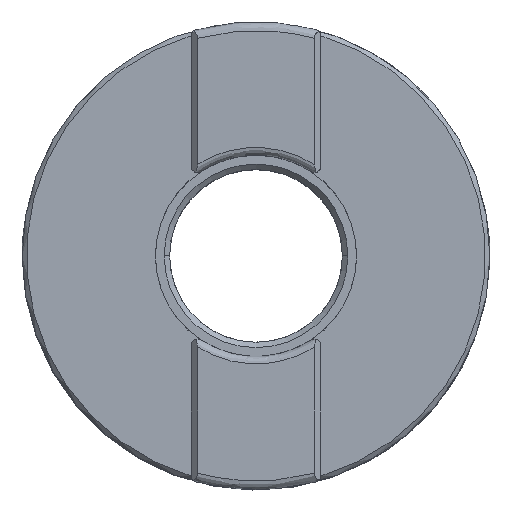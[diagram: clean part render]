
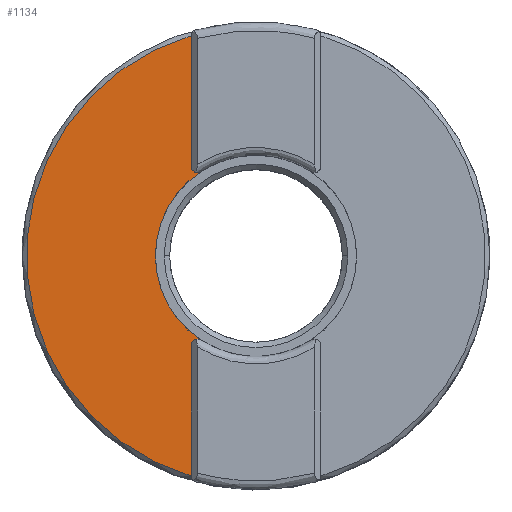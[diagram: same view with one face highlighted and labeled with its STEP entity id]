
A CAD part, top view. The second image highlights one B-rep face of the part: STEP entity #1134.
In plain terms, the highlighted planar face has unit normal (0, 0, 1).
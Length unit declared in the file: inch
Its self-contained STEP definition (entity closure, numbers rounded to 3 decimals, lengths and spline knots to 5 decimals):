
#11 = EDGE_CURVE ( 'NONE', #1167, #2640, #2498, .T. ) ;
#53 = CARTESIAN_POINT ( 'NONE',  ( 0., 0., 0.64961 ) ) ;
#104 = CARTESIAN_POINT ( 'NONE',  ( -0.23504, 0.79676, 0.64961 ) ) ;
#218 = ORIENTED_EDGE ( 'NONE', *, *, #1119, .T. ) ;
#257 = CIRCLE ( 'NONE', #671, 0.02362 ) ;
#326 = CARTESIAN_POINT ( 'NONE',  ( 0., 0., 0.64961 ) ) ;
#330 = EDGE_CURVE ( 'NONE', #1167, #2625, #2701, .T. ) ;
#358 = PLANE ( 'NONE',  #3429 ) ;
#415 = DIRECTION ( 'NONE',  ( 0., 0., -1. ) ) ;
#446 = AXIS2_PLACEMENT_3D ( 'NONE', #477, #415, #2472 ) ;
#477 = CARTESIAN_POINT ( 'NONE',  ( 0., 0., 0.64961 ) ) ;
#564 = ORIENTED_EDGE ( 'NONE', *, *, #903, .T. ) ;
#598 = EDGE_LOOP ( 'NONE', ( #1897, #628, #2771, #218, #564, #2552, #1133 ) ) ;
#628 = ORIENTED_EDGE ( 'NONE', *, *, #706, .T. ) ;
#666 = VECTOR ( 'NONE', #763, 39.37008 ) ;
#671 = AXIS2_PLACEMENT_3D ( 'NONE', #2930, #3253, #1864 ) ;
#680 = CARTESIAN_POINT ( 'NONE',  ( -0.19854, -0.30529, 0.64961 ) ) ;
#706 = EDGE_CURVE ( 'NONE', #1013, #2435, #2290, .T. ) ;
#763 = DIRECTION ( 'NONE',  ( 0., 1., 0. ) ) ;
#903 = EDGE_CURVE ( 'NONE', #2209, #2625, #1873, .T. ) ;
#1013 = VERTEX_POINT ( 'NONE', #1994 ) ;
#1093 = AXIS2_PLACEMENT_3D ( 'NONE', #3186, #1442, #1993 ) ;
#1101 = CARTESIAN_POINT ( 'NONE',  ( -0.23504, -0.3251, 0.64961 ) ) ;
#1119 = EDGE_CURVE ( 'NONE', #3041, #2209, #1180, .T. ) ;
#1133 = ORIENTED_EDGE ( 'NONE', *, *, #11, .T. ) ;
#1134 = ADVANCED_FACE ( 'NONE', ( #3215 ), #358, .T. ) ;
#1167 = VERTEX_POINT ( 'NONE', #1182 ) ;
#1180 = CIRCLE ( 'NONE', #3302, 0.36417 ) ;
#1182 = CARTESIAN_POINT ( 'NONE',  ( -0.23504, 0.3251, 0.64961 ) ) ;
#1231 = VECTOR ( 'NONE', #3146, 39.37008 ) ;
#1257 = DIRECTION ( 'NONE',  ( 0., 0., -1. ) ) ;
#1427 = CARTESIAN_POINT ( 'NONE',  ( -0.36417, 0., 0.64961 ) ) ;
#1442 = DIRECTION ( 'NONE',  ( 0., 0., 1. ) ) ;
#1809 = DIRECTION ( 'NONE',  ( 1., 0., 0. ) ) ;
#1841 = EDGE_CURVE ( 'NONE', #1013, #2640, #3110, .T. ) ;
#1864 = DIRECTION ( 'NONE',  ( 1., 0., 0. ) ) ;
#1873 = CIRCLE ( 'NONE', #446, 0.36417 ) ;
#1897 = ORIENTED_EDGE ( 'NONE', *, *, #1841, .F. ) ;
#1993 = DIRECTION ( 'NONE',  ( 1., 0., 0. ) ) ;
#1994 = CARTESIAN_POINT ( 'NONE',  ( -0.23504, -0.79676, 0.64961 ) ) ;
#2011 = CARTESIAN_POINT ( 'NONE',  ( -0.23504, 0., 0.64961 ) ) ;
#2023 = DIRECTION ( 'NONE',  ( 0., 0., -1. ) ) ;
#2086 = DIRECTION ( 'NONE',  ( 1., 0., 0. ) ) ;
#2209 = VERTEX_POINT ( 'NONE', #1427 ) ;
#2269 = EDGE_CURVE ( 'NONE', #3041, #2435, #257, .T. ) ;
#2290 = LINE ( 'NONE', #2011, #1231 ) ;
#2435 = VERTEX_POINT ( 'NONE', #1101 ) ;
#2441 = CARTESIAN_POINT ( 'NONE',  ( -0.23504, 0., 0.64961 ) ) ;
#2472 = DIRECTION ( 'NONE',  ( 1., 0., 0. ) ) ;
#2498 = LINE ( 'NONE', #2441, #666 ) ;
#2552 = ORIENTED_EDGE ( 'NONE', *, *, #330, .F. ) ;
#2603 = CARTESIAN_POINT ( 'NONE',  ( 0., 0., 0.64961 ) ) ;
#2625 = VERTEX_POINT ( 'NONE', #3198 ) ;
#2640 = VERTEX_POINT ( 'NONE', #104 ) ;
#2701 = CIRCLE ( 'NONE', #1093, 0.02362 ) ;
#2771 = ORIENTED_EDGE ( 'NONE', *, *, #2269, .F. ) ;
#2930 = CARTESIAN_POINT ( 'NONE',  ( -0.21142, -0.3251, 0.64961 ) ) ;
#3041 = VERTEX_POINT ( 'NONE', #680 ) ;
#3110 = CIRCLE ( 'NONE', #3171, 0.83071 ) ;
#3146 = DIRECTION ( 'NONE',  ( 0., 1., 0. ) ) ;
#3171 = AXIS2_PLACEMENT_3D ( 'NONE', #2603, #2023, #3494 ) ;
#3186 = CARTESIAN_POINT ( 'NONE',  ( -0.21142, 0.3251, 0.64961 ) ) ;
#3198 = CARTESIAN_POINT ( 'NONE',  ( -0.19854, 0.30529, 0.64961 ) ) ;
#3215 = FACE_OUTER_BOUND ( 'NONE', #598, .T. ) ;
#3253 = DIRECTION ( 'NONE',  ( 0., 0., 1. ) ) ;
#3302 = AXIS2_PLACEMENT_3D ( 'NONE', #53, #1257, #1809 ) ;
#3429 = AXIS2_PLACEMENT_3D ( 'NONE', #326, #3505, #2086 ) ;
#3494 = DIRECTION ( 'NONE',  ( 0., 1., 0. ) ) ;
#3505 = DIRECTION ( 'NONE',  ( 0., 0., 1. ) ) ;
